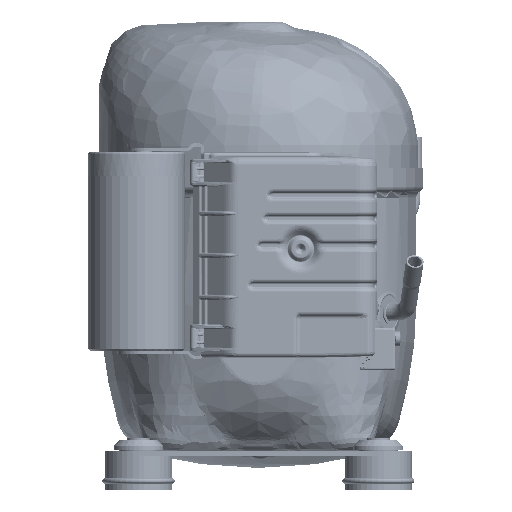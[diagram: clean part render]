
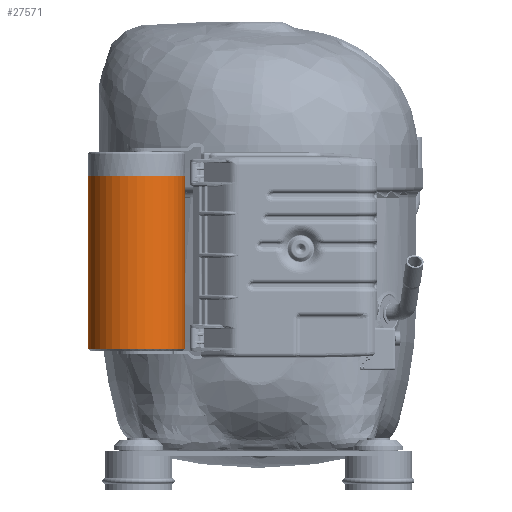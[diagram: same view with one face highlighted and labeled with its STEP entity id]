
A CAD part, front view. The second image highlights one B-rep face of the part: STEP entity #27571.
In plain terms, the highlighted cylindrical face has radius 23 mm (diameter 46 mm), a full revolution.
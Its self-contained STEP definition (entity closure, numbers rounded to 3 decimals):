
#21547=FACE_BOUND('',#41111,.T.);
#21548=FACE_BOUND('',#41112,.T.);
#27571=ADVANCED_FACE('',(#21547,#21548),#28913,.T.);
#28913=CYLINDRICAL_SURFACE('',#109648,23.);
#41111=EDGE_LOOP('',(#73366));
#41112=EDGE_LOOP('',(#73367));
#43959=CIRCLE('',#109645,23.);
#43960=CIRCLE('',#109647,23.);
#73366=ORIENTED_EDGE('',*,*,#97478,.T.);
#73367=ORIENTED_EDGE('',*,*,#97477,.T.);
#82756=VERTEX_POINT('',#265153);
#82757=VERTEX_POINT('',#265156);
#97477=EDGE_CURVE('',#82756,#82756,#43959,.T.);
#97478=EDGE_CURVE('',#82757,#82757,#43960,.T.);
#109645=AXIS2_PLACEMENT_3D('',#265152,#131875,#131876);
#109647=AXIS2_PLACEMENT_3D('',#265155,#131879,#131880);
#109648=AXIS2_PLACEMENT_3D('',#265157,#131881,#131882);
#131875=DIRECTION('',(0.,0.,-1.));
#131876=DIRECTION('',(0.,-1.,0.));
#131879=DIRECTION('',(0.,0.,1.));
#131880=DIRECTION('',(0.,1.,0.));
#131881=DIRECTION('',(0.,0.,1.));
#131882=DIRECTION('',(0.,1.,0.));
#265152=CARTESIAN_POINT('',(-58.053,-120.165,-3.711));
#265153=CARTESIAN_POINT('',(-58.053,-143.165,-3.711));
#265155=CARTESIAN_POINT('',(-58.053,-120.165,-86.211));
#265156=CARTESIAN_POINT('',(-58.053,-97.165,-86.211));
#265157=CARTESIAN_POINT('',(-58.053,-120.165,-88.711));
